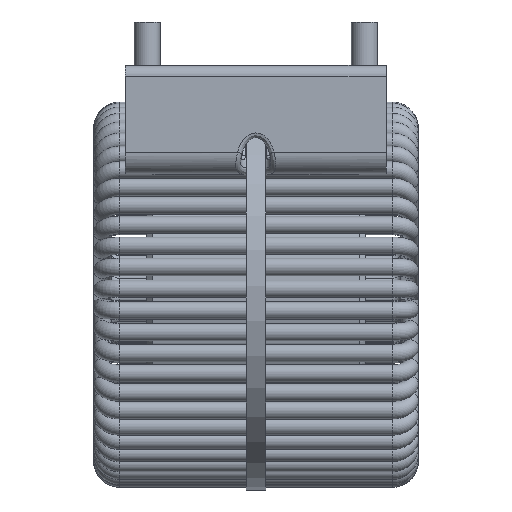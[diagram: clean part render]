
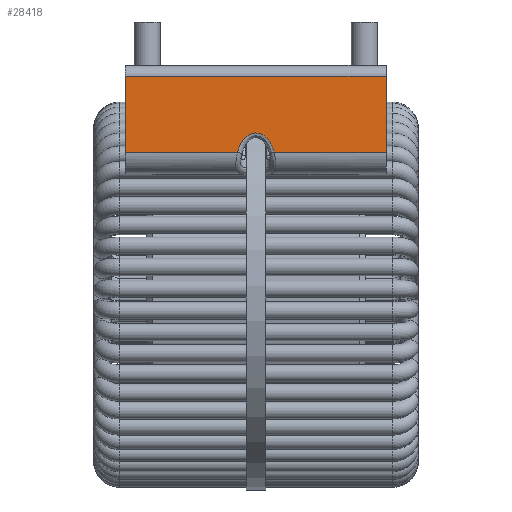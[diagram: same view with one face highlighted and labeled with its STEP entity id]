
A CAD part, left-side view. The second image highlights one B-rep face of the part: STEP entity #28418.
In plain terms, the highlighted planar face has unit normal (-1, 0, 0).
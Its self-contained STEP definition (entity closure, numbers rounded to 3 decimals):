
#189 = EDGE_CURVE ( 'NONE', #17258, #31703, #23129, .T. ) ;
#496 = VECTOR ( 'NONE', #26574, 1000. ) ;
#1657 = CARTESIAN_POINT ( 'NONE',  ( -40., 11.188, 0.956 ) ) ;
#1828 = CARTESIAN_POINT ( 'NONE',  ( -40., 11.23, -1.074 ) ) ;
#2395 = CARTESIAN_POINT ( 'NONE',  ( -40., 12.341, 2.647 ) ) ;
#2543 = CARTESIAN_POINT ( 'NONE',  ( -40., 11.235, 1.088 ) ) ;
#3943 = CARTESIAN_POINT ( 'NONE',  ( -40., 11.603, -1.811 ) ) ;
#3988 = CARTESIAN_POINT ( 'NONE',  ( -40., 15.5, -30. ) ) ;
#3992 = DIRECTION ( 'NONE',  ( 0., -1., 0. ) ) ;
#4108 = CARTESIAN_POINT ( 'NONE',  ( -40., 15.5, -4.213 ) ) ;
#4439 = EDGE_CURVE ( 'NONE', #23219, #17258, #19729, .T. ) ;
#4965 = CARTESIAN_POINT ( 'NONE',  ( -40., -2., 30. ) ) ;
#5693 = CARTESIAN_POINT ( 'NONE',  ( -40., 11.405, 1.465 ) ) ;
#6457 = PLANE ( 'NONE',  #21689 ) ;
#7171 = CARTESIAN_POINT ( 'NONE',  ( -40., 15.5, 30. ) ) ;
#8413 = VERTEX_POINT ( 'NONE', #4965 ) ;
#8585 = CARTESIAN_POINT ( 'NONE',  ( -40., 14.442, -3.896 ) ) ;
#9069 = CARTESIAN_POINT ( 'NONE',  ( -40., 13.697, -3.553 ) ) ;
#11146 = CARTESIAN_POINT ( 'NONE',  ( -40., -2., 30. ) ) ;
#11313 = CARTESIAN_POINT ( 'NONE',  ( -40., 13.455, -3.427 ) ) ;
#11455 = DIRECTION ( 'NONE',  ( 0., 0., -1. ) ) ;
#11479 = CARTESIAN_POINT ( 'NONE',  ( -40., 11.034, -0.271 ) ) ;
#11640 = CARTESIAN_POINT ( 'NONE',  ( -40., 11.337, -1.329 ) ) ;
#12507 = CARTESIAN_POINT ( 'NONE',  ( -40., 14.451, 3.9 ) ) ;
#13091 = CARTESIAN_POINT ( 'NONE',  ( -40., 14.967, 4.076 ) ) ;
#13120 = EDGE_LOOP ( 'NONE', ( #25507, #30412, #29898, #30804, #16564, #19199 ) ) ;
#13232 = EDGE_CURVE ( 'NONE', #21292, #8413, #24087, .T. ) ;
#13489 = VECTOR ( 'NONE', #11455, 1000. ) ;
#14750 = EDGE_CURVE ( 'NONE', #8413, #20081, #30597, .T. ) ;
#14767 = CARTESIAN_POINT ( 'NONE',  ( -40., 11.61, 1.822 ) ) ;
#15474 = VECTOR ( 'NONE', #21651, 1000. ) ;
#15815 = CARTESIAN_POINT ( 'NONE',  ( -40., 11.775, 2.046 ) ) ;
#15976 = VECTOR ( 'NONE', #3992, 1000. ) ;
#16257 = CARTESIAN_POINT ( 'NONE',  ( -40., 2.5, 30. ) ) ;
#16449 = CARTESIAN_POINT ( 'NONE',  ( -40., 12.131, -2.449 ) ) ;
#16556 = CARTESIAN_POINT ( 'NONE',  ( -40., 15.5, 30. ) ) ;
#16564 = ORIENTED_EDGE ( 'NONE', *, *, #14750, .F. ) ;
#16864 = CARTESIAN_POINT ( 'NONE',  ( -40., 15.5, 30. ) ) ;
#17178 = CARTESIAN_POINT ( 'NONE',  ( -40., 12.999, 3.151 ) ) ;
#17258 = VERTEX_POINT ( 'NONE', #4108 ) ;
#18075 = CARTESIAN_POINT ( 'NONE',  ( -40., 12.77, 2.993 ) ) ;
#18248 = CARTESIAN_POINT ( 'NONE',  ( -40., 15.5, 4.213 ) ) ;
#18461 = CARTESIAN_POINT ( 'NONE',  ( -40., 2.5, -30. ) ) ;
#19199 = ORIENTED_EDGE ( 'NONE', *, *, #13232, .F. ) ;
#19729 = B_SPLINE_CURVE_WITH_KNOTS ( 'NONE', 3,
 ( #18248, #13091, #12507, #22286, #30294, #17178, #18075, #2395, #27884, #15815, #14767, #5693, #21969, #2543, #1657, #28830, #28357, #11479, #30770, #30623, #1828, #11640, #21267, #3943, #31093, #16449, #23669, #31246, #23191, #11313, #9069, #8585, #23850, #26252 ),
 .UNSPECIFIED., .F., .F.,
 ( 4, 2, 2, 2, 2, 2, 2, 2, 2, 2, 2, 2, 2, 2, 2, 2, 4 ),
 ( 0., 0.002, 0.002, 0.003, 0.004, 0.005, 0.005, 0.006, 0.007, 0.007, 0.008, 0.008, 0.009, 0.01, 0.011, 0.011, 0.013 ),
 .UNSPECIFIED. ) ;
#20081 = VERTEX_POINT ( 'NONE', #22539 ) ;
#21220 = FACE_OUTER_BOUND ( 'NONE', #13120, .T. ) ;
#21267 = CARTESIAN_POINT ( 'NONE',  ( -40., 11.398, -1.452 ) ) ;
#21292 = VERTEX_POINT ( 'NONE', #7171 ) ;
#21466 = LINE ( 'NONE', #18461, #15976 ) ;
#21651 = DIRECTION ( 'NONE',  ( 0., -1., 0. ) ) ;
#21689 = AXIS2_PLACEMENT_3D ( 'NONE', #16257, #26053, #25732 ) ;
#21969 = CARTESIAN_POINT ( 'NONE',  ( -40., 11.343, 1.342 ) ) ;
#22047 = LINE ( 'NONE', #23853, #496 ) ;
#22286 = CARTESIAN_POINT ( 'NONE',  ( -40., 13.71, 3.56 ) ) ;
#22539 = CARTESIAN_POINT ( 'NONE',  ( -40., -2., -30. ) ) ;
#23129 = LINE ( 'NONE', #16556, #31235 ) ;
#23191 = CARTESIAN_POINT ( 'NONE',  ( -40., 12.987, -3.143 ) ) ;
#23219 = VERTEX_POINT ( 'NONE', #27218 ) ;
#23669 = CARTESIAN_POINT ( 'NONE',  ( -40., 12.33, -2.637 ) ) ;
#23850 = CARTESIAN_POINT ( 'NONE',  ( -40., 14.966, -4.076 ) ) ;
#23853 = CARTESIAN_POINT ( 'NONE',  ( -40., 15.5, 30. ) ) ;
#24087 = LINE ( 'NONE', #16864, #15474 ) ;
#25080 = EDGE_CURVE ( 'NONE', #31703, #20081, #21466, .T. ) ;
#25507 = ORIENTED_EDGE ( 'NONE', *, *, #30409, .T. ) ;
#25732 = DIRECTION ( 'NONE',  ( 0., 1., 0. ) ) ;
#26053 = DIRECTION ( 'NONE',  ( 1., 0., 0. ) ) ;
#26252 = CARTESIAN_POINT ( 'NONE',  ( -40., 15.5, -4.213 ) ) ;
#26360 = DIRECTION ( 'NONE',  ( 0., 0., -1. ) ) ;
#26574 = DIRECTION ( 'NONE',  ( 0., 0., -1. ) ) ;
#27218 = CARTESIAN_POINT ( 'NONE',  ( -40., 15.5, 4.213 ) ) ;
#27884 = CARTESIAN_POINT ( 'NONE',  ( -40., 12.141, 2.459 ) ) ;
#28357 = CARTESIAN_POINT ( 'NONE',  ( -40., 11.036, 0.285 ) ) ;
#28418 = ADVANCED_FACE ( 'NONE', ( #21220 ), #6457, .F. ) ;
#28830 = CARTESIAN_POINT ( 'NONE',  ( -40., 11.075, 0.558 ) ) ;
#29898 = ORIENTED_EDGE ( 'NONE', *, *, #189, .T. ) ;
#30294 = CARTESIAN_POINT ( 'NONE',  ( -40., 13.468, 3.434 ) ) ;
#30409 = EDGE_CURVE ( 'NONE', #21292, #23219, #22047, .T. ) ;
#30412 = ORIENTED_EDGE ( 'NONE', *, *, #4439, .T. ) ;
#30597 = LINE ( 'NONE', #11146, #13489 ) ;
#30623 = CARTESIAN_POINT ( 'NONE',  ( -40., 11.184, -0.942 ) ) ;
#30770 = CARTESIAN_POINT ( 'NONE',  ( -40., 11.073, -0.543 ) ) ;
#30804 = ORIENTED_EDGE ( 'NONE', *, *, #25080, .T. ) ;
#31093 = CARTESIAN_POINT ( 'NONE',  ( -40., 11.768, -2.038 ) ) ;
#31235 = VECTOR ( 'NONE', #26360, 1000. ) ;
#31246 = CARTESIAN_POINT ( 'NONE',  ( -40., 12.758, -2.984 ) ) ;
#31703 = VERTEX_POINT ( 'NONE', #3988 ) ;
